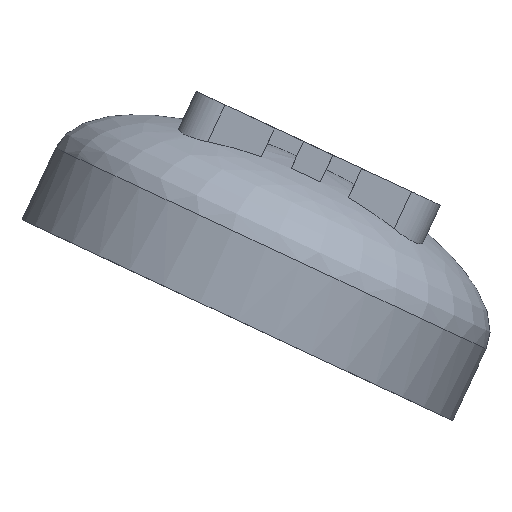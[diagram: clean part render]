
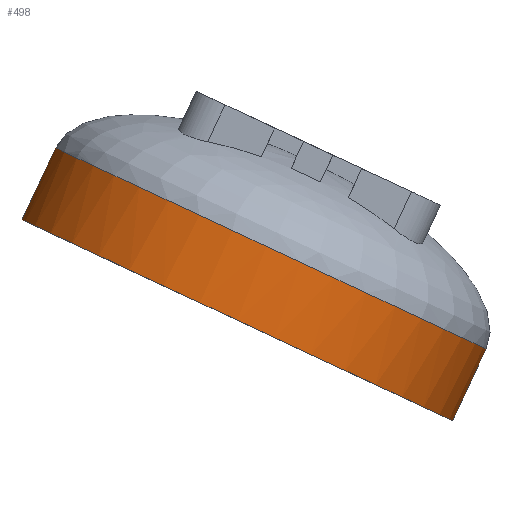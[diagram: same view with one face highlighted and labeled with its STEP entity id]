
A CAD part, left-side view. The second image highlights one B-rep face of the part: STEP entity #498.
In plain terms, the highlighted cylindrical face has radius 7.5 mm (diameter 15 mm), a full revolution.
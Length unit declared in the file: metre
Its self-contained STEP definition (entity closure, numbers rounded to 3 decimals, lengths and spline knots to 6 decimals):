
#121=CIRCLE('',#543,0.0075);
#127=CYLINDRICAL_SURFACE('',#542,0.0075);
#158=ORIENTED_EDGE('',*,*,#285,.T.);
#159=ORIENTED_EDGE('',*,*,#304,.T.);
#285=EDGE_CURVE('',#358,#358,#408,.T.);
#304=EDGE_CURVE('',#377,#377,#121,.T.);
#358=VERTEX_POINT('',#890);
#377=VERTEX_POINT('',#988);
#408=B_SPLINE_CURVE_WITH_KNOTS('',3,(#879,#880,#881,#882,#883,#884,#885,
#886,#887,#888,#889),.UNSPECIFIED.,.T.,.F.,(1,1,1,1,1,1,1,1,1,1,1,1,1,1,
1),(-0.375,-0.25,-0.125,0.,0.125,0.25,0.375,0.5,0.625,0.75,0.875,1.,1.125,
1.25,1.375),.UNSPECIFIED.);
#430=EDGE_LOOP('',(#158));
#431=EDGE_LOOP('',(#159));
#465=FACE_BOUND('',#430,.T.);
#466=FACE_BOUND('',#431,.T.);
#498=ADVANCED_FACE('',(#465,#466),#127,.T.);
#542=AXIS2_PLACEMENT_3D('',#986,#583,#584);
#543=AXIS2_PLACEMENT_3D('',#987,#585,#586);
#583=DIRECTION('',(0.,-0.423,0.906));
#584=DIRECTION('',(0.,-0.906,-0.423));
#585=DIRECTION('',(0.,-0.423,0.906));
#586=DIRECTION('',(0.,-0.906,-0.423));
#879=CARTESIAN_POINT('',(-0.023762,-0.022038,0.066071));
#880=CARTESIAN_POINT('',(-0.029639,-0.024244,0.065043));
#881=CARTESIAN_POINT('',(-0.035517,-0.022038,0.066071));
#882=CARTESIAN_POINT('',(-0.037951,-0.016712,0.068555));
#883=CARTESIAN_POINT('',(-0.035517,-0.011385,0.071039));
#884=CARTESIAN_POINT('',(-0.029639,-0.009179,0.072068));
#885=CARTESIAN_POINT('',(-0.023762,-0.011385,0.071039));
#886=CARTESIAN_POINT('',(-0.021328,-0.016712,0.068555));
#887=CARTESIAN_POINT('',(-0.023762,-0.022038,0.066071));
#888=CARTESIAN_POINT('',(-0.029639,-0.024244,0.065043));
#889=CARTESIAN_POINT('',(-0.035517,-0.022038,0.066071));
#890=CARTESIAN_POINT('',(-0.029639,-0.023509,0.065386));
#986=CARTESIAN_POINT('',(-0.029639,-0.015655,0.066289));
#987=CARTESIAN_POINT('',(-0.029639,-0.015655,0.066289));
#988=CARTESIAN_POINT('',(-0.029639,-0.022452,0.06312));
